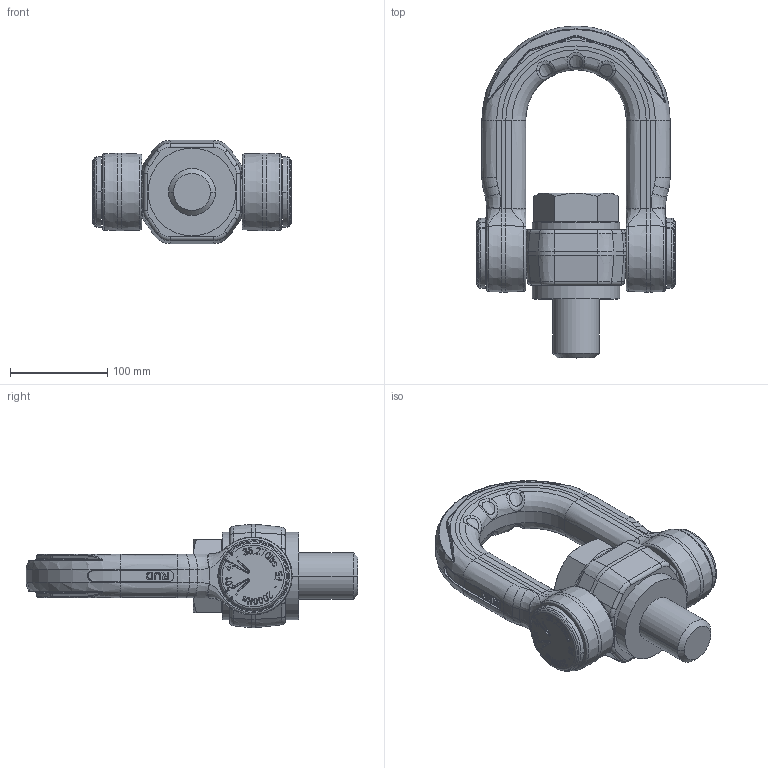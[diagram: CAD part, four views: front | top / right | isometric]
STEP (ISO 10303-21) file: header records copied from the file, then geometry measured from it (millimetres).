
FILE_DESCRIPTION((''),'2;1');
FILE_NAME('001-M36063-P-1_ASM','2023-04-13T08:31:02',('Simon.Haas'),(''),'CREO PARAMETRIC BY PTC INC, 2022162','CREO PARAMETRIC BY PTC INC, 2022162','');
FILE_SCHEMA(('AP242_MANAGED_MODEL_BASED_3D_ENGINEERING_MIM_LF { 1 0 10303 442 1 1 4 }'));
Products named in the file (9): 001-M36063-P-3; S235JRG2; 001-M36063-P-4; 001-M31126-P-7; ST37; 001-M36072-P-48; 001-M36063-P-1_ASM
Assembly tree (5 placements, depth 2):
  S235JRG2
  S235JRG2
  ST37
  S235JRG2
  001-M36063-P-1_ASM
    001-M36063-P-3
    001-M36063-P-4
    001-M31126-P-7
    001-M36072-P-48  x2
Bounding box: 203.6 x 340.5 x 106 mm (x, y, z)
Volume: 2121816.1 mm3; surface area: 242435.5 mm2
Topology: 5 solids, 5 shells, 2337 faces, 6266 edges, 4048 vertices
Faces by surface type: plane 1749, bspline 359, cylinder 143, torus 48, cone 38
Entity records: 69787 total; most frequent: CARTESIAN_POINT 29255, ORIENTED_EDGE 7978, DIRECTION 6366, EDGE_CURVE 3989, VECTOR 3068, LINE 3068, VERTEX_POINT 2556, AXIS2_PLACEMENT_3D 1649
